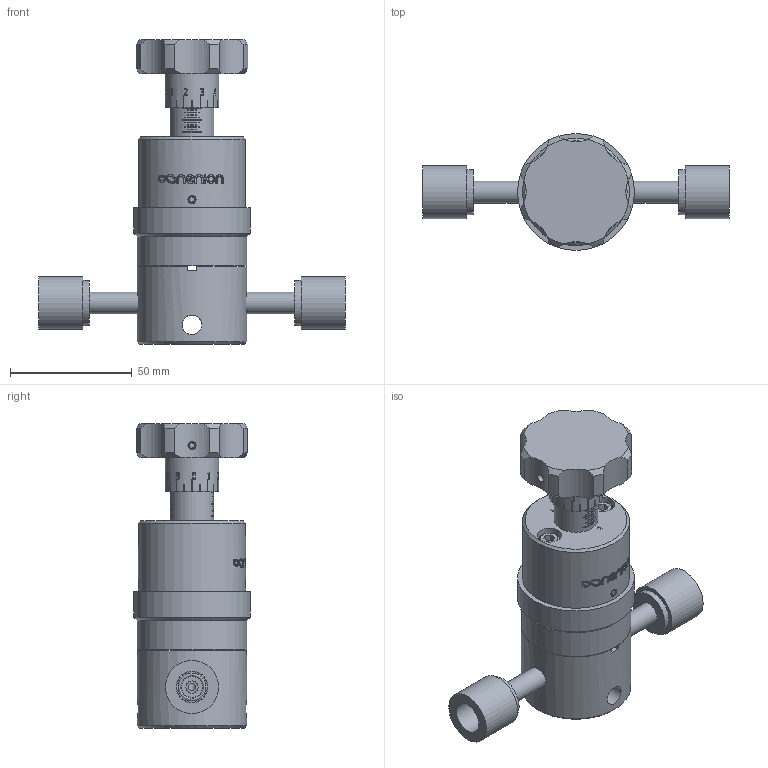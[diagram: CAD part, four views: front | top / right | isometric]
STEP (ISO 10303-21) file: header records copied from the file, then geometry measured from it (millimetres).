
FILE_DESCRIPTION(('F3-VCR-012'),'1');
FILE_NAME('F3-VCR-012 - out.stp', '2019-11-16T19:31:31',('Stefan Bösch'), ('nenion leakvalves'), 'KCM Version 1.1.2016.0', 'Kubotek KeyCreator', '');
FILE_SCHEMA(('AUTOMOTIVE_DESIGN'));
Length unit declared in the file: millimetre
Bounding box: 126 x 48 x 125.23 mm (x, y, z)
Volume: 167145.2 mm3; surface area: 44087.3 mm2
Topology: 13 solids, 13 shells, 2064 faces, 5892 edges, 3915 vertices
Faces by surface type: plane 1836, cylinder 104, bspline 89, cone 31, torus 4
Full cylindrical faces by diameter (mm): 1.6 x3, 3 x7, 3.3 x4, 4.2 x4, 5 x4, 5.4 x2, 8.1 x1, 8.5 x2, 9 x4, 9.6 x2, 10 x2, 11.4 x2, 12.6 x2, 13 x2, 18 x1, 18.5 x2, 18.6 x1, 21 x1, 21.8 x2, 22 x1, 44 x1, 45 x2, 48 x1
Entity records: 70356 total; most frequent: CARTESIAN_POINT 15669, ORIENTED_EDGE 11780, DIRECTION 11231, EDGE_CURVE 5890, VERTEX_POINT 3915, VECTOR 3813, LINE 3813, AXIS2_PLACEMENT_3D 3709
